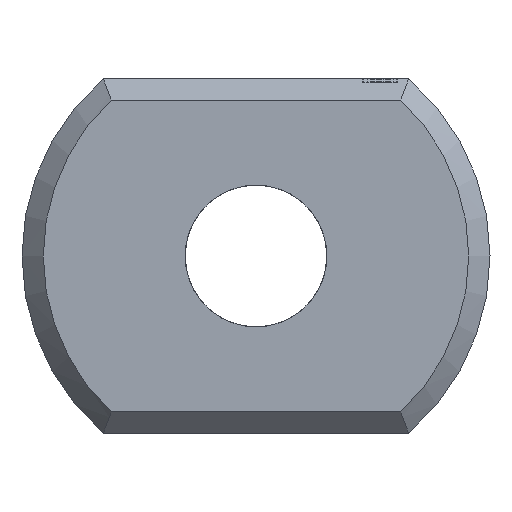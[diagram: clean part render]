
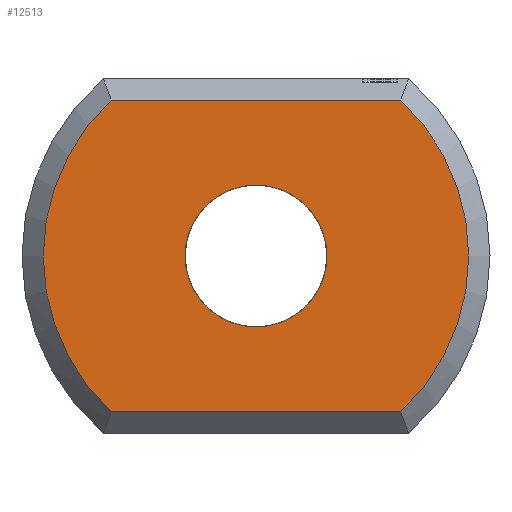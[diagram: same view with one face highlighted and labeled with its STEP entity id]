
A CAD part, left-side view. The second image highlights one B-rep face of the part: STEP entity #12513.
In plain terms, the highlighted planar face has unit normal (-1, 0, 0).
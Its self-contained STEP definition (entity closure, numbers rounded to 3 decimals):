
#298 = PLANE('',#299);
#299 = AXIS2_PLACEMENT_3D('',#300,#301,#302);
#300 = CARTESIAN_POINT('',(0.15,-2.154,-2.35));
#301 = DIRECTION('',(-0.707,0.,-0.707));
#302 = DIRECTION('',(0.,-1.,0.));
#725 = CONICAL_SURFACE('',#726,3.3,0.785);
#726 = AXIS2_PLACEMENT_3D('',#727,#728,#729);
#727 = CARTESIAN_POINT('',(0.3,0.,0.));
#728 = DIRECTION('',(1.,0.,0.));
#729 = DIRECTION('',(0.,0.653,-0.758));
#872 = CONICAL_SURFACE('',#873,3.3,0.785);
#873 = AXIS2_PLACEMENT_3D('',#874,#875,#876);
#874 = CARTESIAN_POINT('',(0.3,0.,0.));
#875 = DIRECTION('',(1.,0.,0.));
#876 = DIRECTION('',(0.,-0.653,0.758));
#909 = VERTEX_POINT('',#910);
#910 = CARTESIAN_POINT('',(0.,-2.04,-2.2));
#937 = VERTEX_POINT('',#938);
#938 = CARTESIAN_POINT('',(0.,2.04,-2.2));
#963 = EDGE_CURVE('',#909,#937,#964,.T.);
#964 = SURFACE_CURVE('',#965,(#969,#976),.PCURVE_S1.);
#965 = LINE('',#966,#967);
#966 = CARTESIAN_POINT('',(0.,-2.154,-2.2));
#967 = VECTOR('',#968,1.);
#968 = DIRECTION('',(0.,1.,0.));
#969 = PCURVE('',#298,#970);
#970 = DEFINITIONAL_REPRESENTATION('',(#971),#975);
#971 = LINE('',#972,#973);
#972 = CARTESIAN_POINT('',(0.,0.212));
#973 = VECTOR('',#974,1.);
#974 = DIRECTION('',(-1.,0.));
#975 = ( GEOMETRIC_REPRESENTATION_CONTEXT(2) 
PARAMETRIC_REPRESENTATION_CONTEXT() REPRESENTATION_CONTEXT('2D SPACE',''
  ) );
#976 = PCURVE('',#977,#982);
#977 = PLANE('',#978);
#978 = AXIS2_PLACEMENT_3D('',#979,#980,#981);
#979 = CARTESIAN_POINT('',(0.,0.,
    0.));
#980 = DIRECTION('',(1.,0.,0.));
#981 = DIRECTION('',(0.,0.,1.));
#982 = DEFINITIONAL_REPRESENTATION('',(#983),#987);
#983 = LINE('',#984,#985);
#984 = CARTESIAN_POINT('',(-2.2,2.154));
#985 = VECTOR('',#986,1.);
#986 = DIRECTION('',(0.,-1.));
#987 = ( GEOMETRIC_REPRESENTATION_CONTEXT(2) 
PARAMETRIC_REPRESENTATION_CONTEXT() REPRESENTATION_CONTEXT('2D SPACE',''
  ) );
#1763 = PLANE('',#1764);
#1764 = AXIS2_PLACEMENT_3D('',#1765,#1766,#1767);
#1765 = CARTESIAN_POINT('',(0.15,-2.154,2.35));
#1766 = DIRECTION('',(0.707,0.,-0.707
    ));
#1767 = DIRECTION('',(0.,-1.,0.));
#12300 = VERTEX_POINT('',#12301);
#12301 = CARTESIAN_POINT('',(0.,2.04,2.2));
#12326 = EDGE_CURVE('',#937,#12300,#12327,.T.);
#12327 = SURFACE_CURVE('',#12328,(#12333,#12340),.PCURVE_S1.);
#12328 = CIRCLE('',#12329,3.);
#12329 = AXIS2_PLACEMENT_3D('',#12330,#12331,#12332);
#12330 = CARTESIAN_POINT('',(0.,0.,
    0.));
#12331 = DIRECTION('',(1.,0.,0.));
#12332 = DIRECTION('',(0.,0.653,-0.758)
  );
#12333 = PCURVE('',#725,#12334);
#12334 = DEFINITIONAL_REPRESENTATION('',(#12335),#12339);
#12335 = LINE('',#12336,#12337);
#12336 = CARTESIAN_POINT('',(0.,-0.3));
#12337 = VECTOR('',#12338,1.);
#12338 = DIRECTION('',(1.,-0.));
#12339 = ( GEOMETRIC_REPRESENTATION_CONTEXT(2) 
PARAMETRIC_REPRESENTATION_CONTEXT() REPRESENTATION_CONTEXT('2D SPACE',''
  ) );
#12340 = PCURVE('',#977,#12341);
#12341 = DEFINITIONAL_REPRESENTATION('',(#12342),#12346);
#12342 = CIRCLE('',#12343,3.);
#12343 = AXIS2_PLACEMENT_2D('',#12344,#12345);
#12344 = CARTESIAN_POINT('',(0.,0.));
#12345 = DIRECTION('',(-0.758,-0.653));
#12346 = ( GEOMETRIC_REPRESENTATION_CONTEXT(2) 
PARAMETRIC_REPRESENTATION_CONTEXT() REPRESENTATION_CONTEXT('2D SPACE',''
  ) );
#12464 = VERTEX_POINT('',#12465);
#12465 = CARTESIAN_POINT('',(0.,-2.04,2.2));
#12492 = EDGE_CURVE('',#12464,#909,#12493,.T.);
#12493 = SURFACE_CURVE('',#12494,(#12499,#12506),.PCURVE_S1.);
#12494 = CIRCLE('',#12495,3.);
#12495 = AXIS2_PLACEMENT_3D('',#12496,#12497,#12498);
#12496 = CARTESIAN_POINT('',(0.,0.,
    0.));
#12497 = DIRECTION('',(1.,0.,0.));
#12498 = DIRECTION('',(0.,-0.653,0.758)
  );
#12499 = PCURVE('',#872,#12500);
#12500 = DEFINITIONAL_REPRESENTATION('',(#12501),#12505);
#12501 = LINE('',#12502,#12503);
#12502 = CARTESIAN_POINT('',(0.,-0.3));
#12503 = VECTOR('',#12504,1.);
#12504 = DIRECTION('',(1.,-0.));
#12505 = ( GEOMETRIC_REPRESENTATION_CONTEXT(2) 
PARAMETRIC_REPRESENTATION_CONTEXT() REPRESENTATION_CONTEXT('2D SPACE',''
  ) );
#12506 = PCURVE('',#977,#12507);
#12507 = DEFINITIONAL_REPRESENTATION('',(#12508),#12512);
#12508 = CIRCLE('',#12509,3.);
#12509 = AXIS2_PLACEMENT_2D('',#12510,#12511);
#12510 = CARTESIAN_POINT('',(0.,0.));
#12511 = DIRECTION('',(0.758,0.653));
#12512 = ( GEOMETRIC_REPRESENTATION_CONTEXT(2) 
PARAMETRIC_REPRESENTATION_CONTEXT() REPRESENTATION_CONTEXT('2D SPACE',''
  ) );
#12513 = ADVANCED_FACE('',(#12514,#12540),#977,.F.);
#12514 = FACE_BOUND('',#12515,.F.);
#12515 = EDGE_LOOP('',(#12516,#12517,#12538,#12539));
#12516 = ORIENTED_EDGE('',*,*,#12326,.T.);
#12517 = ORIENTED_EDGE('',*,*,#12518,.F.);
#12518 = EDGE_CURVE('',#12464,#12300,#12519,.T.);
#12519 = SURFACE_CURVE('',#12520,(#12524,#12531),.PCURVE_S1.);
#12520 = LINE('',#12521,#12522);
#12521 = CARTESIAN_POINT('',(0.,-2.154,2.2));
#12522 = VECTOR('',#12523,1.);
#12523 = DIRECTION('',(0.,1.,0.));
#12524 = PCURVE('',#977,#12525);
#12525 = DEFINITIONAL_REPRESENTATION('',(#12526),#12530);
#12526 = LINE('',#12527,#12528);
#12527 = CARTESIAN_POINT('',(2.2,2.154));
#12528 = VECTOR('',#12529,1.);
#12529 = DIRECTION('',(0.,-1.));
#12530 = ( GEOMETRIC_REPRESENTATION_CONTEXT(2) 
PARAMETRIC_REPRESENTATION_CONTEXT() REPRESENTATION_CONTEXT('2D SPACE',''
  ) );
#12531 = PCURVE('',#1763,#12532);
#12532 = DEFINITIONAL_REPRESENTATION('',(#12533),#12537);
#12533 = LINE('',#12534,#12535);
#12534 = CARTESIAN_POINT('',(0.,0.212));
#12535 = VECTOR('',#12536,1.);
#12536 = DIRECTION('',(-1.,0.));
#12537 = ( GEOMETRIC_REPRESENTATION_CONTEXT(2) 
PARAMETRIC_REPRESENTATION_CONTEXT() REPRESENTATION_CONTEXT('2D SPACE',''
  ) );
#12538 = ORIENTED_EDGE('',*,*,#12492,.T.);
#12539 = ORIENTED_EDGE('',*,*,#963,.T.);
#12540 = FACE_BOUND('',#12541,.T.);
#12541 = EDGE_LOOP('',(#12542));
#12542 = ORIENTED_EDGE('',*,*,#12543,.T.);
#12543 = EDGE_CURVE('',#12544,#12544,#12546,.T.);
#12544 = VERTEX_POINT('',#12545);
#12545 = CARTESIAN_POINT('',(0.,1.,0.));
#12546 = SURFACE_CURVE('',#12547,(#12552,#12559),.PCURVE_S1.);
#12547 = CIRCLE('',#12548,1.);
#12548 = AXIS2_PLACEMENT_3D('',#12549,#12550,#12551);
#12549 = CARTESIAN_POINT('',(0.,0.,0.));
#12550 = DIRECTION('',(1.,0.,0.));
#12551 = DIRECTION('',(0.,1.,0.));
#12552 = PCURVE('',#977,#12553);
#12553 = DEFINITIONAL_REPRESENTATION('',(#12554),#12558);
#12554 = CIRCLE('',#12555,1.);
#12555 = AXIS2_PLACEMENT_2D('',#12556,#12557);
#12556 = CARTESIAN_POINT('',(0.,0.));
#12557 = DIRECTION('',(0.,-1.));
#12558 = ( GEOMETRIC_REPRESENTATION_CONTEXT(2) 
PARAMETRIC_REPRESENTATION_CONTEXT() REPRESENTATION_CONTEXT('2D SPACE',''
  ) );
#12559 = PCURVE('',#12560,#12565);
#12560 = CYLINDRICAL_SURFACE('',#12561,1.);
#12561 = AXIS2_PLACEMENT_3D('',#12562,#12563,#12564);
#12562 = CARTESIAN_POINT('',(0.,0.,0.));
#12563 = DIRECTION('',(-1.,0.,0.));
#12564 = DIRECTION('',(0.,1.,0.));
#12565 = DEFINITIONAL_REPRESENTATION('',(#12566),#12570);
#12566 = LINE('',#12567,#12568);
#12567 = CARTESIAN_POINT('',(-0.,0.));
#12568 = VECTOR('',#12569,1.);
#12569 = DIRECTION('',(-1.,0.));
#12570 = ( GEOMETRIC_REPRESENTATION_CONTEXT(2) 
PARAMETRIC_REPRESENTATION_CONTEXT() REPRESENTATION_CONTEXT('2D SPACE',''
  ) );
